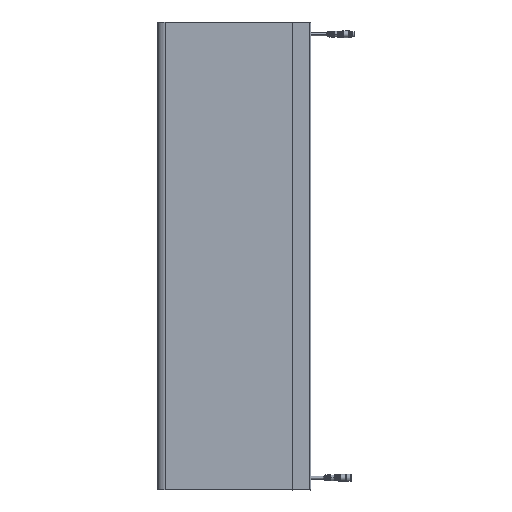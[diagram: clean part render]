
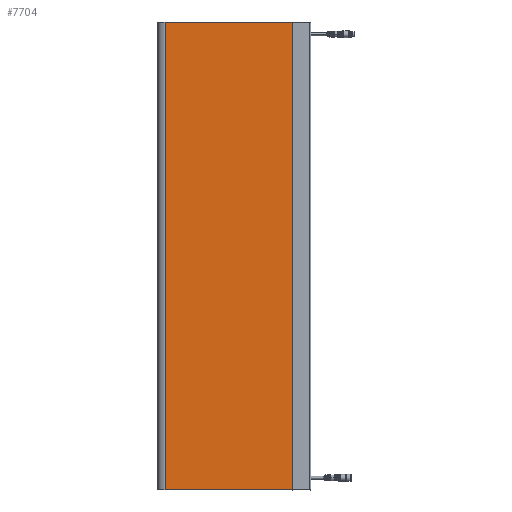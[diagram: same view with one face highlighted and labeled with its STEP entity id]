
A CAD part, left-side view. The second image highlights one B-rep face of the part: STEP entity #7704.
In plain terms, the highlighted planar face has unit normal (-1, 0, 0).
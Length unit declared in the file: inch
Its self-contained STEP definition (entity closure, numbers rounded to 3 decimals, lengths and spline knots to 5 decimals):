
#79 = EDGE_LOOP ( 'NONE', ( #6412, #5837, #7895, #12917 ) ) ;
#885 = CARTESIAN_POINT ( 'NONE',  ( -1.87008, 0.05906, 0. ) ) ;
#1144 = VERTEX_POINT ( 'NONE', #2831 ) ;
#1230 = CARTESIAN_POINT ( 'NONE',  ( -1.87008, 3.04134, 0. ) ) ;
#1485 = AXIS2_PLACEMENT_3D ( 'NONE', #13139, #10814, #5422 ) ;
#1659 = EDGE_CURVE ( 'NONE', #1144, #10802, #6295, .T. ) ;
#2756 = VECTOR ( 'NONE', #7298, 39.37008 ) ;
#2831 = CARTESIAN_POINT ( 'NONE',  ( -1.87008, 6.5748, 24. ) ) ;
#3229 = EDGE_CURVE ( 'NONE', #9634, #10802, #13783, .T. ) ;
#3231 = PLANE ( 'NONE',  #1485 ) ;
#3874 = VECTOR ( 'NONE', #8415, 39.37008 ) ;
#4078 = CARTESIAN_POINT ( 'NONE',  ( -1.87008, 0.05906, 12. ) ) ;
#4564 = DIRECTION ( 'NONE',  ( 0., -1., 0. ) ) ;
#4735 = CARTESIAN_POINT ( 'NONE',  ( -1.87008, 0.05906, 24. ) ) ;
#5422 = DIRECTION ( 'NONE',  ( 0., 0., 1. ) ) ;
#5688 = LINE ( 'NONE', #1230, #7646 ) ;
#5837 = ORIENTED_EDGE ( 'NONE', *, *, #13928, .T. ) ;
#6295 = LINE ( 'NONE', #10617, #2756 ) ;
#6412 = ORIENTED_EDGE ( 'NONE', *, *, #1659, .F. ) ;
#6445 = VERTEX_POINT ( 'NONE', #10315 ) ;
#7298 = DIRECTION ( 'NONE',  ( 0., -1., 0. ) ) ;
#7646 = VECTOR ( 'NONE', #4564, 39.37008 ) ;
#7699 = FACE_OUTER_BOUND ( 'NONE', #79, .T. ) ;
#7704 = ADVANCED_FACE ( 'NONE', ( #7699 ), #3231, .T. ) ;
#7895 = ORIENTED_EDGE ( 'NONE', *, *, #8797, .T. ) ;
#8415 = DIRECTION ( 'NONE',  ( 0., 0., 1. ) ) ;
#8797 = EDGE_CURVE ( 'NONE', #6445, #9634, #5688, .T. ) ;
#9303 = LINE ( 'NONE', #11566, #9352 ) ;
#9352 = VECTOR ( 'NONE', #9380, 39.37008 ) ;
#9380 = DIRECTION ( 'NONE',  ( 0., 0., -1. ) ) ;
#9634 = VERTEX_POINT ( 'NONE', #885 ) ;
#10315 = CARTESIAN_POINT ( 'NONE',  ( -1.87008, 6.5748, 0. ) ) ;
#10617 = CARTESIAN_POINT ( 'NONE',  ( -1.87008, 3.04134, 24. ) ) ;
#10802 = VERTEX_POINT ( 'NONE', #4735 ) ;
#10814 = DIRECTION ( 'NONE',  ( -1., 0., 0. ) ) ;
#11566 = CARTESIAN_POINT ( 'NONE',  ( -1.87008, 6.5748, 12. ) ) ;
#12917 = ORIENTED_EDGE ( 'NONE', *, *, #3229, .T. ) ;
#13139 = CARTESIAN_POINT ( 'NONE',  ( -1.87008, 0.05906, 0. ) ) ;
#13783 = LINE ( 'NONE', #4078, #3874 ) ;
#13928 = EDGE_CURVE ( 'NONE', #1144, #6445, #9303, .T. ) ;
